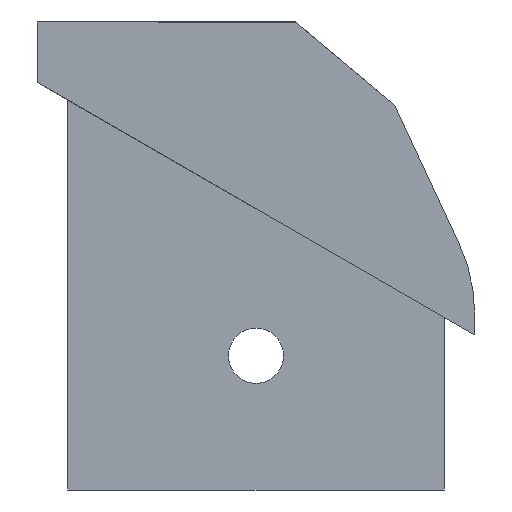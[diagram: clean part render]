
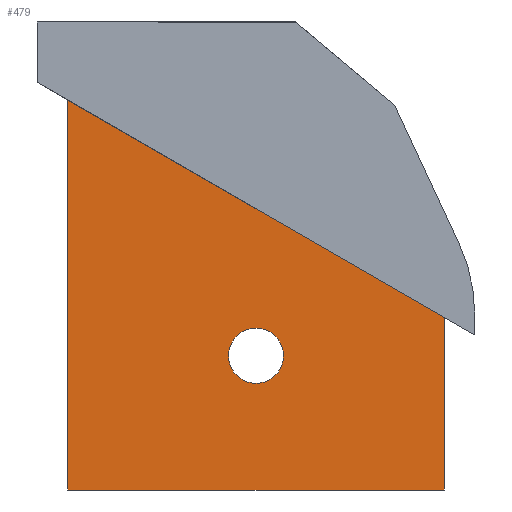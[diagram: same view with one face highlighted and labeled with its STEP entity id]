
A CAD part, left-side view. The second image highlights one B-rep face of the part: STEP entity #479.
In plain terms, the highlighted planar face has unit normal (-1, 0, 0).
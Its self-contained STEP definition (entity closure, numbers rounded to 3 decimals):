
#21 = VERTEX_POINT ( 'NONE', #788 ) ;
#75 = EDGE_CURVE ( 'NONE', #21, #1486, #547, .T. ) ;
#78 = ORIENTED_EDGE ( 'NONE', *, *, #1149, .T. ) ;
#83 = AXIS2_PLACEMENT_3D ( 'NONE', #750, #379, #625 ) ;
#90 = PLANE ( 'NONE',  #546 ) ;
#185 = EDGE_LOOP ( 'NONE', ( #509, #902 ) ) ;
#195 = DIRECTION ( 'NONE',  ( 0., -0.866, -0.5 ) ) ;
#209 = FACE_OUTER_BOUND ( 'NONE', #1478, .T. ) ;
#215 = VECTOR ( 'NONE', #1367, 1000. ) ;
#230 = FACE_BOUND ( 'NONE', #185, .T. ) ;
#236 = VERTEX_POINT ( 'NONE', #1434 ) ;
#310 = CARTESIAN_POINT ( 'NONE',  ( -117.275, 3.575, -18. ) ) ;
#319 = LINE ( 'NONE', #1290, #1164 ) ;
#375 = VECTOR ( 'NONE', #1375, 1000. ) ;
#379 = DIRECTION ( 'NONE',  ( -1., 0., 0. ) ) ;
#479 = ADVANCED_FACE ( 'NONE', ( #230, #209 ), #90, .T. ) ;
#489 = CARTESIAN_POINT ( 'NONE',  ( -117.275, 47.225, -18. ) ) ;
#509 = ORIENTED_EDGE ( 'NONE', *, *, #915, .F. ) ;
#546 = AXIS2_PLACEMENT_3D ( 'NONE', #489, #572, #850 ) ;
#547 = LINE ( 'NONE', #310, #909 ) ;
#551 = CIRCLE ( 'NONE', #1188, 3.2 ) ;
#572 = DIRECTION ( 'NONE',  ( -1., 0., 0. ) ) ;
#625 = DIRECTION ( 'NONE',  ( 0., 0., 1. ) ) ;
#657 = CARTESIAN_POINT ( 'NONE',  ( -117.275, 47.225, 27.265 ) ) ;
#664 = LINE ( 'NONE', #885, #375 ) ;
#750 = CARTESIAN_POINT ( 'NONE',  ( -117.275, 25.4, -2.421 ) ) ;
#763 = CARTESIAN_POINT ( 'NONE',  ( -117.275, 3.575, 2.064 ) ) ;
#788 = CARTESIAN_POINT ( 'NONE',  ( -117.275, 3.575, -18. ) ) ;
#831 = DIRECTION ( 'NONE',  ( 0., 0., 1. ) ) ;
#850 = DIRECTION ( 'NONE',  ( 0., 0., 1. ) ) ;
#863 = ORIENTED_EDGE ( 'NONE', *, *, #75, .T. ) ;
#885 = CARTESIAN_POINT ( 'NONE',  ( -117.275, 47.225, -18. ) ) ;
#902 = ORIENTED_EDGE ( 'NONE', *, *, #1322, .F. ) ;
#909 = VECTOR ( 'NONE', #1263, 1000. ) ;
#915 = EDGE_CURVE ( 'NONE', #1370, #236, #1004, .T. ) ;
#950 = DIRECTION ( 'NONE',  ( -1., 0., 0. ) ) ;
#989 = CARTESIAN_POINT ( 'NONE',  ( -117.275, 25.4, -5.621 ) ) ;
#1004 = CIRCLE ( 'NONE', #83, 3.2 ) ;
#1011 = CARTESIAN_POINT ( 'NONE',  ( -117.275, 47.225, -18. ) ) ;
#1019 = ORIENTED_EDGE ( 'NONE', *, *, #1555, .F. ) ;
#1057 = VERTEX_POINT ( 'NONE', #1267 ) ;
#1149 = EDGE_CURVE ( 'NONE', #1057, #21, #664, .T. ) ;
#1164 = VECTOR ( 'NONE', #195, 1000. ) ;
#1188 = AXIS2_PLACEMENT_3D ( 'NONE', #1453, #950, #831 ) ;
#1263 = DIRECTION ( 'NONE',  ( 0., 0., 1. ) ) ;
#1267 = CARTESIAN_POINT ( 'NONE',  ( -117.275, 47.225, -18. ) ) ;
#1285 = EDGE_CURVE ( 'NONE', #1492, #1486, #319, .T. ) ;
#1290 = CARTESIAN_POINT ( 'NONE',  ( -117.275, 63.831, 36.853 ) ) ;
#1322 = EDGE_CURVE ( 'NONE', #236, #1370, #551, .T. ) ;
#1333 = ORIENTED_EDGE ( 'NONE', *, *, #1285, .F. ) ;
#1367 = DIRECTION ( 'NONE',  ( 0., 0., 1. ) ) ;
#1370 = VERTEX_POINT ( 'NONE', #989 ) ;
#1375 = DIRECTION ( 'NONE',  ( 0., -1., 0. ) ) ;
#1434 = CARTESIAN_POINT ( 'NONE',  ( -117.275, 25.4, 0.779 ) ) ;
#1453 = CARTESIAN_POINT ( 'NONE',  ( -117.275, 25.4, -2.421 ) ) ;
#1478 = EDGE_LOOP ( 'NONE', ( #863, #1333, #1019, #78 ) ) ;
#1482 = LINE ( 'NONE', #1011, #215 ) ;
#1486 = VERTEX_POINT ( 'NONE', #763 ) ;
#1492 = VERTEX_POINT ( 'NONE', #657 ) ;
#1555 = EDGE_CURVE ( 'NONE', #1057, #1492, #1482, .T. ) ;
